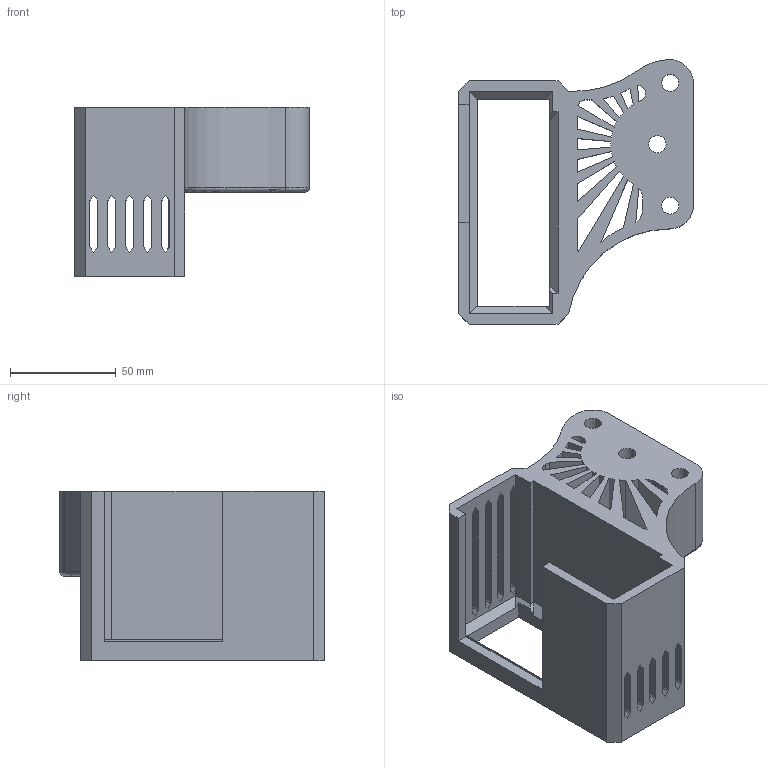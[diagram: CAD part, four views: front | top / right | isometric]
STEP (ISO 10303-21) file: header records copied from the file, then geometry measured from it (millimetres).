
FILE_DESCRIPTION(('FreeCAD Model'),'2;1');
FILE_NAME('HacktomaAdaptor.step','2015-08-13T17:11:03',( 'Author'),(''),'Open CASCADE STEP processor 6.8','FreeCAD','Unknown' );
FILE_SCHEMA(('AUTOMOTIVE_DESIGN_CC2 { 1 2 10303 214 -1 1 5 4 }'));
Length unit declared in the file: millimetre
Products named in the file (2): ASSEMBLY; HacktomaAdaptor
Assembly tree (1 placements, depth 2):
  ASSEMBLY
    HacktomaAdaptor
Bounding box: 111 x 125 x 80 mm (x, y, z)
Volume: 229774.6 mm3; surface area: 83682.3 mm2
Topology: 1 solids, 1 shells, 227 faces, 642 edges, 415 vertices
Faces by surface type: plane 137, cylinder 79, torus 9, sphere 2
Full cylindrical faces by diameter (mm): 8 x2, 8.2 x1, 15 x2
Entity records: 16400 total; most frequent: CARTESIAN_POINT 3799, DIRECTION 2276, LINE 1390, VECTOR 1390, ORIENTED_EDGE 1280, PCURVE 1280, DEFINITIONAL_REPRESENTATION 1280, EDGE_CURVE 640
